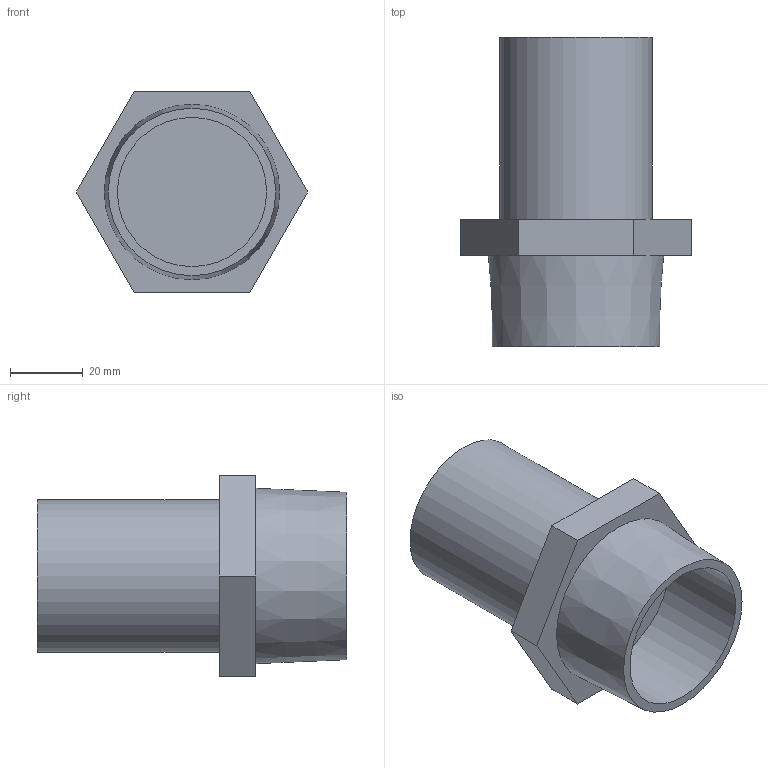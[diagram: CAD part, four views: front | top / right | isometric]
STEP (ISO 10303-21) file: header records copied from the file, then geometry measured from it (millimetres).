
FILE_DESCRIPTION(/* description */ ('Unknown'),/* implementation_level */ '2;1');
FILE_NAME(/* name */ 'F27R11-2DN42',/* time_stamp */ '2019-10-24T11:03:07+02:00',/* author */ ('Unknown'),/* organization */ ('Unknown'),/* preprocessor_version */ 'ST-DEVELOPER v16.7',/* originating_system */ 'DEX',/* authorisation */ $);
FILE_SCHEMA (('AUTOMOTIVE_DESIGN {1 0 10303 214 3 1 1}'));
Length unit declared in the file: millimetre
Products named in the file (1): F27R11-2DN42
Bounding box: 63.51 x 85 x 55 mm (x, y, z)
Volume: 36272.7 mm3; surface area: 27646.3 mm2
Topology: 1 solids, 1 shells, 16 faces, 32 edges, 22 vertices
Faces by surface type: plane 12, cylinder 3, cone 1
Full cylindrical faces by diameter (mm): 39 x1, 41 x1, 42 x1
Entity records: 518 total; most frequent: DIRECTION 68, CARTESIAN_POINT 63, ORIENTED_EDGE 52, EDGE_CURVE 26, AXIS2_PLACEMENT_3D 25, EDGE_LOOP 24, FACE_BOUND 24, VERTEX_POINT 20
